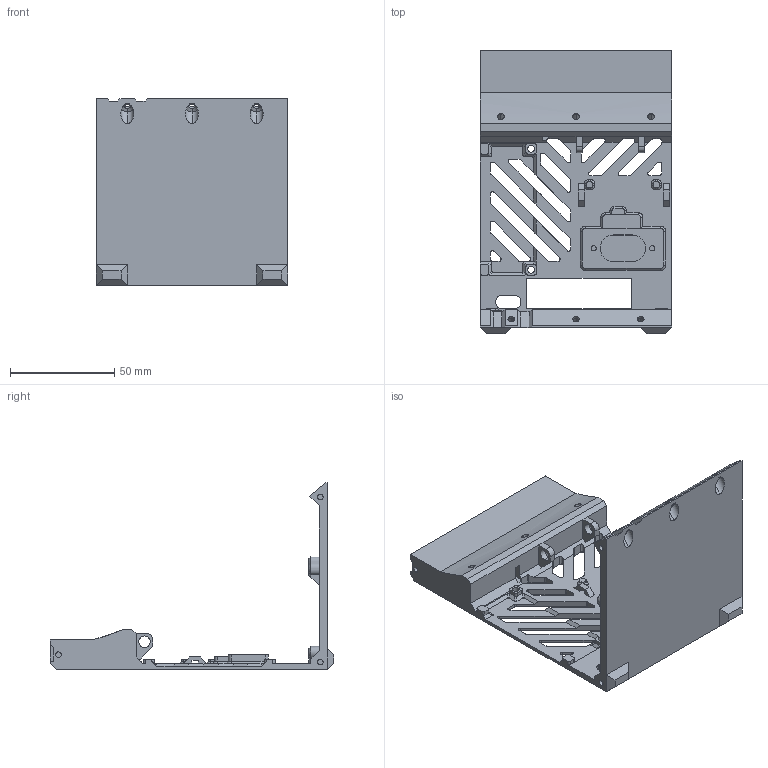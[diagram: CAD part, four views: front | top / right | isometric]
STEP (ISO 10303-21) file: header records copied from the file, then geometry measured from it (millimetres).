
FILE_DESCRIPTION (( 'STEP AP214' ), '1' );
FILE_NAME ('EE_BackCover.STEP', '2025-08-17T15:33:14', ( '' ), ( '' ), 'SwSTEP 2.0', 'SolidWorks 2020', '' );
FILE_SCHEMA (( 'AUTOMOTIVE_DESIGN' ));
Length unit declared in the file: millimetre
Products named in the file (1): EE_BackCover
Bounding box: 92 x 136 x 89.6 mm (x, y, z)
Volume: 108941.7 mm3; surface area: 48588.7 mm2
Topology: 1 solids, 1 shells, 471 faces, 1273 edges, 813 vertices
Faces by surface type: plane 265, cylinder 169, cone 37
Entity records: 14924 total; most frequent: CARTESIAN_POINT 2912, ORIENTED_EDGE 2546, DIRECTION 2450, EDGE_CURVE 1273, VECTOR 892, LINE 892, VERTEX_POINT 813, AXIS2_PLACEMENT_3D 779
